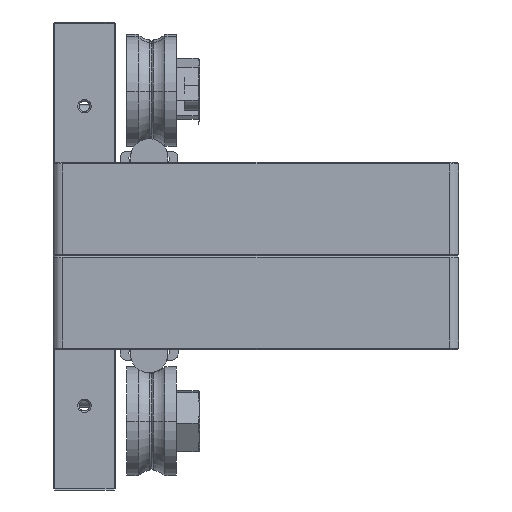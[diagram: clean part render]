
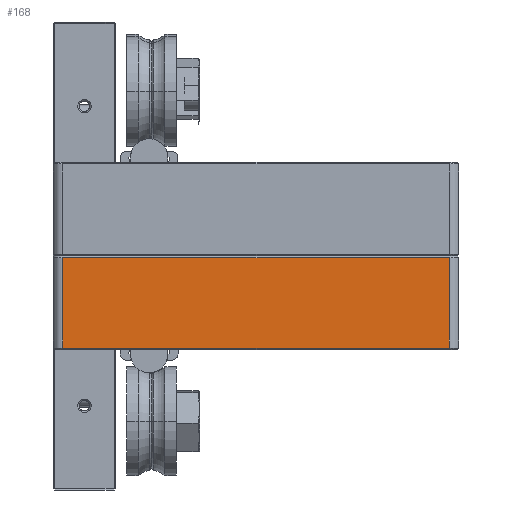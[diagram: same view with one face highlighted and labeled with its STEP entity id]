
A CAD part, left-side view. The second image highlights one B-rep face of the part: STEP entity #168.
In plain terms, the highlighted planar face has unit normal (-1, 0, 0).
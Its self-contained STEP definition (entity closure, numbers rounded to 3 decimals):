
#168 = ADVANCED_FACE ( 'NONE', ( #1698 ), #34152, .F. ) ;
#1698 = FACE_OUTER_BOUND ( 'NONE', #1987, .T. ) ;
#1987 = EDGE_LOOP ( 'NONE', ( #20166, #20164, #20162, #20160 ) ) ;
#6033 = LINE ( 'NONE', #34753, #6039 ) ;
#6034 = LINE ( 'NONE', #34745, #6037 ) ;
#6037 = VECTOR ( 'NONE', #34743, 1000. ) ;
#6038 = LINE ( 'NONE', #34742, #6041 ) ;
#6039 = VECTOR ( 'NONE', #34744, 1000. ) ;
#6041 = VECTOR ( 'NONE', #34740, 1000. ) ;
#8383 = EDGE_CURVE ( 'NONE', #33066, #33055, #6034, .T. ) ;
#8384 = EDGE_CURVE ( 'NONE', #33087, #33068, #6033, .T. ) ;
#8385 = EDGE_CURVE ( 'NONE', #33068, #33066, #6038, .T. ) ;
#9594 = AXIS2_PLACEMENT_3D ( 'NONE', #34240, #34111, #34133 ) ;
#17499 = DIRECTION ( 'NONE',  ( 0., 1., 0. ) ) ;
#20160 = ORIENTED_EDGE ( 'NONE', *, *, #42569, .T. ) ;
#20162 = ORIENTED_EDGE ( 'NONE', *, *, #8383, .T. ) ;
#20164 = ORIENTED_EDGE ( 'NONE', *, *, #8385, .T. ) ;
#20166 = ORIENTED_EDGE ( 'NONE', *, *, #8384, .T. ) ;
#24796 = LINE ( 'NONE', #43487, #24810 ) ;
#24810 = VECTOR ( 'NONE', #17499, 1000. ) ;
#33055 = VERTEX_POINT ( 'NONE', #38750 ) ;
#33066 = VERTEX_POINT ( 'NONE', #38762 ) ;
#33068 = VERTEX_POINT ( 'NONE', #38763 ) ;
#33087 = VERTEX_POINT ( 'NONE', #38773 ) ;
#34111 = DIRECTION ( 'NONE',  ( 1., 0., 0. ) ) ;
#34133 = DIRECTION ( 'NONE',  ( 0., 0., -1. ) ) ;
#34152 = PLANE ( 'NONE',  #9594 ) ;
#34240 = CARTESIAN_POINT ( 'NONE',  ( -152.922, 0., -93.027 ) ) ;
#34740 = DIRECTION ( 'NONE',  ( 0., -1., 0. ) ) ;
#34742 = CARTESIAN_POINT ( 'NONE',  ( -152.922, 3., -92.527 ) ) ;
#34743 = DIRECTION ( 'NONE',  ( 0., 0., 1. ) ) ;
#34744 = DIRECTION ( 'NONE',  ( 0., 0., -1. ) ) ;
#34745 = CARTESIAN_POINT ( 'NONE',  ( -152.922, 3., -93.027 ) ) ;
#34753 = CARTESIAN_POINT ( 'NONE',  ( -152.922, 127., -93.027 ) ) ;
#38750 = CARTESIAN_POINT ( 'NONE',  ( -152.922, 3., -63.527 ) ) ;
#38762 = CARTESIAN_POINT ( 'NONE',  ( -152.922, 3., -92.527 ) ) ;
#38763 = CARTESIAN_POINT ( 'NONE',  ( -152.922, 127., -92.527 ) ) ;
#38773 = CARTESIAN_POINT ( 'NONE',  ( -152.922, 127., -63.527 ) ) ;
#42569 = EDGE_CURVE ( 'NONE', #33055, #33087, #24796, .T. ) ;
#43487 = CARTESIAN_POINT ( 'NONE',  ( -152.922, 0., -63.527 ) ) ;
